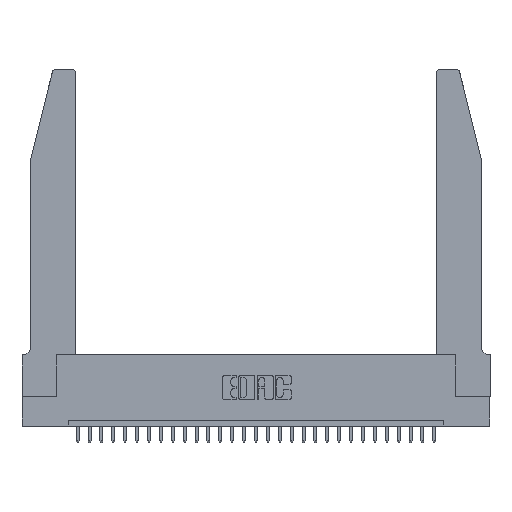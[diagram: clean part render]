
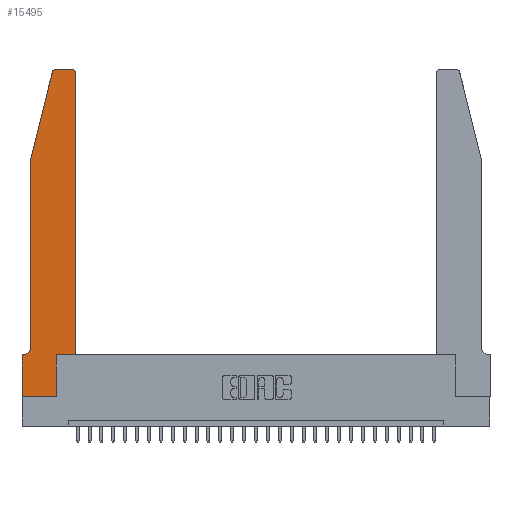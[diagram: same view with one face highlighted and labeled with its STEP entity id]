
A CAD part, top view. The second image highlights one B-rep face of the part: STEP entity #15495.
In plain terms, the highlighted planar face has unit normal (0, 0, 1).
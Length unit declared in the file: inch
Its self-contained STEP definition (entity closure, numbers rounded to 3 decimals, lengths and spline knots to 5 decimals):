
#507 = ORIENTED_EDGE ( 'NONE', *, *, #2373, .T. ) ;
#786 = ORIENTED_EDGE ( 'NONE', *, *, #25599, .T. ) ;
#916 = ORIENTED_EDGE ( 'NONE', *, *, #8986, .T. ) ;
#2373 = EDGE_CURVE ( 'NONE', #15236, #3406, #14668, .T. ) ;
#2555 = LINE ( 'NONE', #27895, #24761 ) ;
#2757 = LINE ( 'NONE', #12636, #10253 ) ;
#2787 = VECTOR ( 'NONE', #16979, 39.37008 ) ;
#3023 = CARTESIAN_POINT ( 'NONE',  ( 0.2865, 0.35, 0.37 ) ) ;
#3406 = VERTEX_POINT ( 'NONE', #17850 ) ;
#3696 = CARTESIAN_POINT ( 'NONE',  ( 0., 0.35, 0.37 ) ) ;
#3778 = CARTESIAN_POINT ( 'NONE',  ( 0.284, 2.72, 0.37 ) ) ;
#4630 = ORIENTED_EDGE ( 'NONE', *, *, #19523, .T. ) ;
#5736 = DIRECTION ( 'NONE',  ( -1., 0., 0. ) ) ;
#7002 = LINE ( 'NONE', #11437, #14520 ) ;
#7078 = VECTOR ( 'NONE', #11511, 39.37008 ) ;
#7324 = CARTESIAN_POINT ( 'NONE',  ( 0., 0., 0.37 ) ) ;
#8153 = VERTEX_POINT ( 'NONE', #8974 ) ;
#8318 = DIRECTION ( 'NONE',  ( 1., 0., 0. ) ) ;
#8709 = CARTESIAN_POINT ( 'NONE',  ( 0.4505, 0.35, 0.37 ) ) ;
#8730 = CARTESIAN_POINT ( 'NONE',  ( 0.0055, 0.42, 0.37 ) ) ;
#8830 = DIRECTION ( 'NONE',  ( 0., 0., -1. ) ) ;
#8974 = CARTESIAN_POINT ( 'NONE',  ( 0.2865, 0., 0.37 ) ) ;
#8986 = EDGE_CURVE ( 'NONE', #16575, #23843, #16095, .T. ) ;
#9259 = VERTEX_POINT ( 'NONE', #16487 ) ;
#9507 = EDGE_CURVE ( 'NONE', #16261, #18100, #22860, .T. ) ;
#9734 = DIRECTION ( 'NONE',  ( 0., -1., 0. ) ) ;
#10018 = VECTOR ( 'NONE', #9734, 39.37008 ) ;
#10253 = VECTOR ( 'NONE', #26546, 39.37008 ) ;
#10332 = CIRCLE ( 'NONE', #19696, 0.07 ) ;
#10920 = CARTESIAN_POINT ( 'NONE',  ( 0.284, 2.75, 0.37 ) ) ;
#11153 = DIRECTION ( 'NONE',  ( -1., 0., 0. ) ) ;
#11437 = CARTESIAN_POINT ( 'NONE',  ( 0.0755, 0.35, 0.37 ) ) ;
#11511 = DIRECTION ( 'NONE',  ( 0., -1., 0. ) ) ;
#11785 = EDGE_CURVE ( 'NONE', #16951, #25473, #28246, .T. ) ;
#11793 = CARTESIAN_POINT ( 'NONE',  ( 0.0755, 2., 0.37 ) ) ;
#12073 = CARTESIAN_POINT ( 'NONE',  ( 0.4205, 2.75, 0.37 ) ) ;
#12310 = AXIS2_PLACEMENT_3D ( 'NONE', #3778, #12462, #24199 ) ;
#12462 = DIRECTION ( 'NONE',  ( 0., 0., 1. ) ) ;
#12542 = ORIENTED_EDGE ( 'NONE', *, *, #24128, .T. ) ;
#12636 = CARTESIAN_POINT ( 'NONE',  ( 0.2605, 2.75, 0.37 ) ) ;
#13145 = VECTOR ( 'NONE', #28016, 39.37008 ) ;
#13827 = EDGE_CURVE ( 'NONE', #25473, #23988, #15581, .T. ) ;
#13892 = CARTESIAN_POINT ( 'NONE',  ( 0.0755, 2., 0.37 ) ) ;
#14189 = LINE ( 'NONE', #25721, #13145 ) ;
#14520 = VECTOR ( 'NONE', #5736, 39.37008 ) ;
#14668 = CIRCLE ( 'NONE', #12310, 0.03 ) ;
#14733 = ORIENTED_EDGE ( 'NONE', *, *, #9507, .T. ) ;
#15236 = VERTEX_POINT ( 'NONE', #10920 ) ;
#15495 = ADVANCED_FACE ( 'NONE', ( #23725 ), #29177, .T. ) ;
#15581 = LINE ( 'NONE', #17185, #24577 ) ;
#15727 = VECTOR ( 'NONE', #18047, 39.37008 ) ;
#16086 = EDGE_CURVE ( 'NONE', #3406, #16261, #2555, .T. ) ;
#16095 = LINE ( 'NONE', #7324, #10018 ) ;
#16261 = VERTEX_POINT ( 'NONE', #11793 ) ;
#16487 = CARTESIAN_POINT ( 'NONE',  ( 0.0055, 0.35, 0.37 ) ) ;
#16575 = VERTEX_POINT ( 'NONE', #16744 ) ;
#16744 = CARTESIAN_POINT ( 'NONE',  ( 0., 0.35, 0.37 ) ) ;
#16951 = VERTEX_POINT ( 'NONE', #3023 ) ;
#16979 = DIRECTION ( 'NONE',  ( 1., 0., 0. ) ) ;
#17084 = CARTESIAN_POINT ( 'NONE',  ( 0., 0., 0.37 ) ) ;
#17111 = AXIS2_PLACEMENT_3D ( 'NONE', #3696, #19606, #29080 ) ;
#17185 = CARTESIAN_POINT ( 'NONE',  ( 0.4505, 0.35, 0.37 ) ) ;
#17246 = DIRECTION ( 'NONE',  ( 0., 0., 1. ) ) ;
#17813 = ORIENTED_EDGE ( 'NONE', *, *, #11785, .T. ) ;
#17850 = CARTESIAN_POINT ( 'NONE',  ( 0.25487, 2.72718, 0.37 ) ) ;
#18047 = DIRECTION ( 'NONE',  ( 1., 0., 0. ) ) ;
#18084 = CARTESIAN_POINT ( 'NONE',  ( 0.0755, 0.42, 0.37 ) ) ;
#18100 = VERTEX_POINT ( 'NONE', #18084 ) ;
#18573 = ORIENTED_EDGE ( 'NONE', *, *, #25065, .T. ) ;
#18689 = EDGE_LOOP ( 'NONE', ( #786, #507, #22728, #14733, #4630, #24881, #916, #12542, #18573, #17813, #26462, #28108 ) ) ;
#19523 = EDGE_CURVE ( 'NONE', #18100, #9259, #10332, .T. ) ;
#19606 = DIRECTION ( 'NONE',  ( 0., 0., 1. ) ) ;
#19696 = AXIS2_PLACEMENT_3D ( 'NONE', #8730, #8830, #11153 ) ;
#21022 = LINE ( 'NONE', #17084, #2787 ) ;
#21885 = VERTEX_POINT ( 'NONE', #12073 ) ;
#22728 = ORIENTED_EDGE ( 'NONE', *, *, #16086, .T. ) ;
#22860 = LINE ( 'NONE', #13892, #7078 ) ;
#23627 = CARTESIAN_POINT ( 'NONE',  ( 0.4505, 2.72, 0.37 ) ) ;
#23725 = FACE_OUTER_BOUND ( 'NONE', #18689, .T. ) ;
#23843 = VERTEX_POINT ( 'NONE', #25044 ) ;
#23988 = VERTEX_POINT ( 'NONE', #23627 ) ;
#24128 = EDGE_CURVE ( 'NONE', #23843, #8153, #21022, .T. ) ;
#24199 = DIRECTION ( 'NONE',  ( 1., 0., 0. ) ) ;
#24577 = VECTOR ( 'NONE', #26022, 39.37008 ) ;
#24761 = VECTOR ( 'NONE', #27794, 39.37008 ) ;
#24881 = ORIENTED_EDGE ( 'NONE', *, *, #25942, .T. ) ;
#24933 = EDGE_CURVE ( 'NONE', #23988, #21885, #28197, .T. ) ;
#25044 = CARTESIAN_POINT ( 'NONE',  ( 0., 0., 0.37 ) ) ;
#25065 = EDGE_CURVE ( 'NONE', #8153, #16951, #14189, .T. ) ;
#25452 = CARTESIAN_POINT ( 'NONE',  ( 0.4505, 0.35, 0.37 ) ) ;
#25473 = VERTEX_POINT ( 'NONE', #25452 ) ;
#25599 = EDGE_CURVE ( 'NONE', #21885, #15236, #2757, .T. ) ;
#25721 = CARTESIAN_POINT ( 'NONE',  ( 0.2865, 0.35, 0.37 ) ) ;
#25942 = EDGE_CURVE ( 'NONE', #9259, #16575, #7002, .T. ) ;
#26022 = DIRECTION ( 'NONE',  ( 0., 1., 0. ) ) ;
#26462 = ORIENTED_EDGE ( 'NONE', *, *, #13827, .T. ) ;
#26546 = DIRECTION ( 'NONE',  ( -1., 0., 0. ) ) ;
#26681 = CARTESIAN_POINT ( 'NONE',  ( 0.4205, 2.72, 0.37 ) ) ;
#27794 = DIRECTION ( 'NONE',  ( -0.239, -0.971, 0. ) ) ;
#27895 = CARTESIAN_POINT ( 'NONE',  ( 0.0755, 2., 0.37 ) ) ;
#28016 = DIRECTION ( 'NONE',  ( 0., 1., 0. ) ) ;
#28108 = ORIENTED_EDGE ( 'NONE', *, *, #24933, .T. ) ;
#28197 = CIRCLE ( 'NONE', #28409, 0.03 ) ;
#28246 = LINE ( 'NONE', #8709, #15727 ) ;
#28409 = AXIS2_PLACEMENT_3D ( 'NONE', #26681, #17246, #8318 ) ;
#29080 = DIRECTION ( 'NONE',  ( 1., 0., 0. ) ) ;
#29177 = PLANE ( 'NONE',  #17111 ) ;
